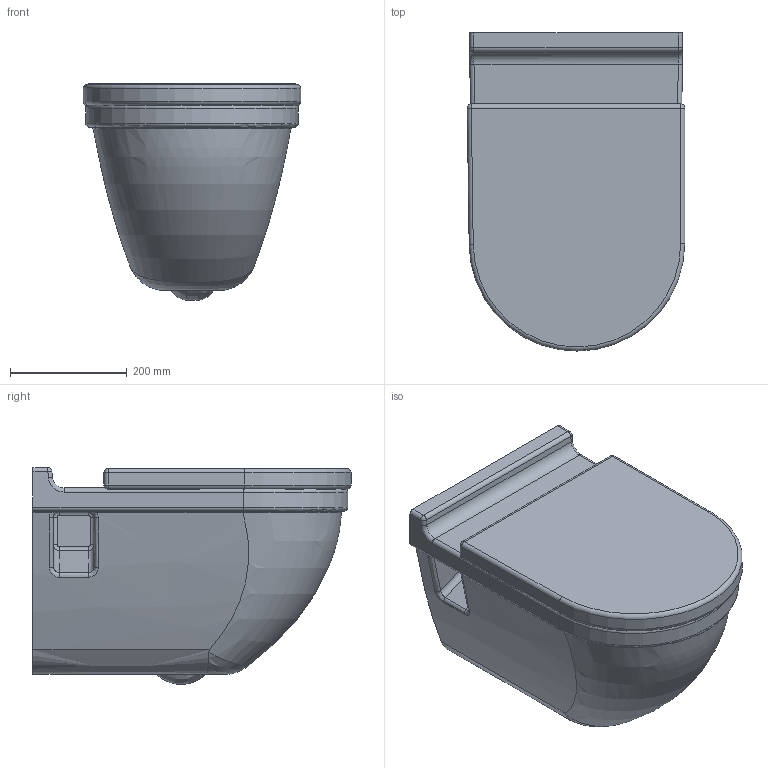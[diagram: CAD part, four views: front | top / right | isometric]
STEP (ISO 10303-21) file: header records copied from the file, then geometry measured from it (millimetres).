
FILE_DESCRIPTION((''),'2;1');
FILE_NAME('220009.stp','2007-08-04T15:39:17',('Huebner'),(''),'Autodesk Inventor 11','Autodesk Inventor 11','');
FILE_SCHEMA(('AUTOMOTIVE_DESIGN { 1 0 10303 214 1 1 1 1 }'));
Length unit declared in the file: millimetre
Products named in the file (4): 220009; 220009-1; 006381
Assembly tree (3 placements, depth 2):
  220009
    220009
    220009-1
    006381
Bounding box: 373.23 x 545.89 x 372.23 mm (x, y, z)
Volume: 36237944.9 mm3; surface area: 1309454.7 mm2
Topology: 3 solids, 3 shells, 178 faces, 408 edges, 233 vertices
Faces by surface type: cylinder 60, bspline 55, plane 41, torus 16, sphere 6
Full cylindrical faces by diameter (mm): 15 x2, 20 x2, 26 x2, 55 x1, 102 x1, 120 x1
Entity records: 12237 total; most frequent: CARTESIAN_POINT 8516, ORIENTED_EDGE 760, DIRECTION 708, EDGE_CURVE 380, AXIS2_PLACEMENT_3D 294, VERTEX_POINT 230, EDGE_LOOP 204, FACE_OUTER_BOUND 178
